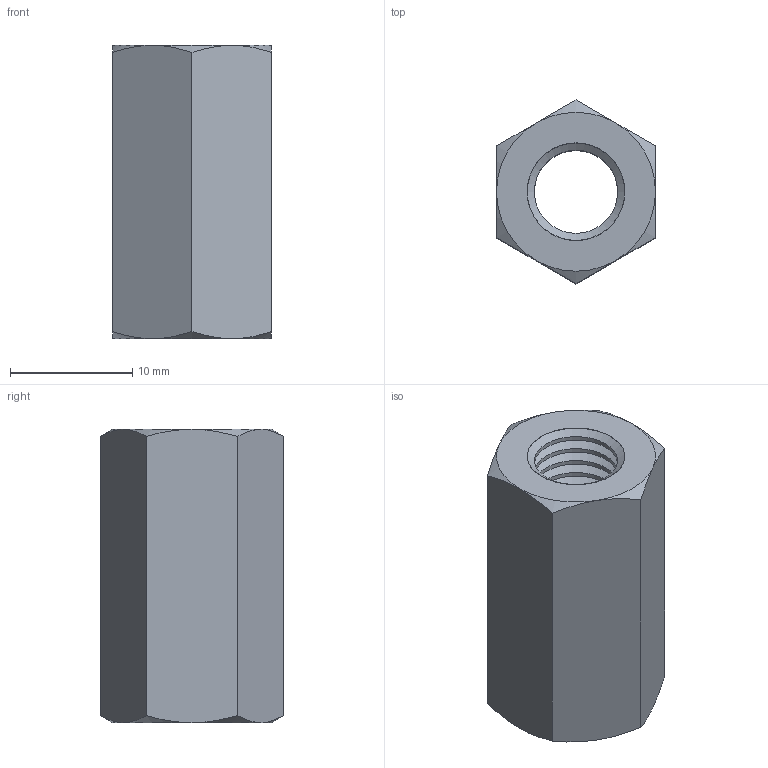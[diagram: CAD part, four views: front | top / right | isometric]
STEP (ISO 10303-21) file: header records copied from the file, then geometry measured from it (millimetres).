
FILE_DESCRIPTION (( 'STEP AP203' ), '1' );
FILE_NAME ('CLP1M-GS-8 Ãàéêà ñîåäèíèòåëüíàÿ Ì8.STEP', '2016-02-09T13:33:22', ( '' ), ( '' ), 'SwSTEP 2.0', 'SolidWorks 2014', '' );
FILE_SCHEMA (( 'CONFIG_CONTROL_DESIGN' ));
Length unit declared in the file: millimetre
Products named in the file (1): CLP1M-GS-8 Ãàéêà ñîåäèíèòåëüíàÿ Ì8
Bounding box: 13 x 15.01 x 24 mm (x, y, z)
Volume: 2521.5 mm3; surface area: 2094.8 mm2
Topology: 1 solids, 1 shells, 83 faces, 171 edges, 90 vertices
Faces by surface type: cone 54, cylinder 21, plane 8
Full cylindrical faces by diameter (mm): 6.8 x20, 8 x1
Entity records: 1961 total; most frequent: CARTESIAN_POINT 414, DIRECTION 326, ORIENTED_EDGE 212, AXIS2_PLACEMENT_3D 160, EDGE_LOOP 148, EDGE_CURVE 106, FACE_OUTER_BOUND 104, VERTEX_POINT 88
